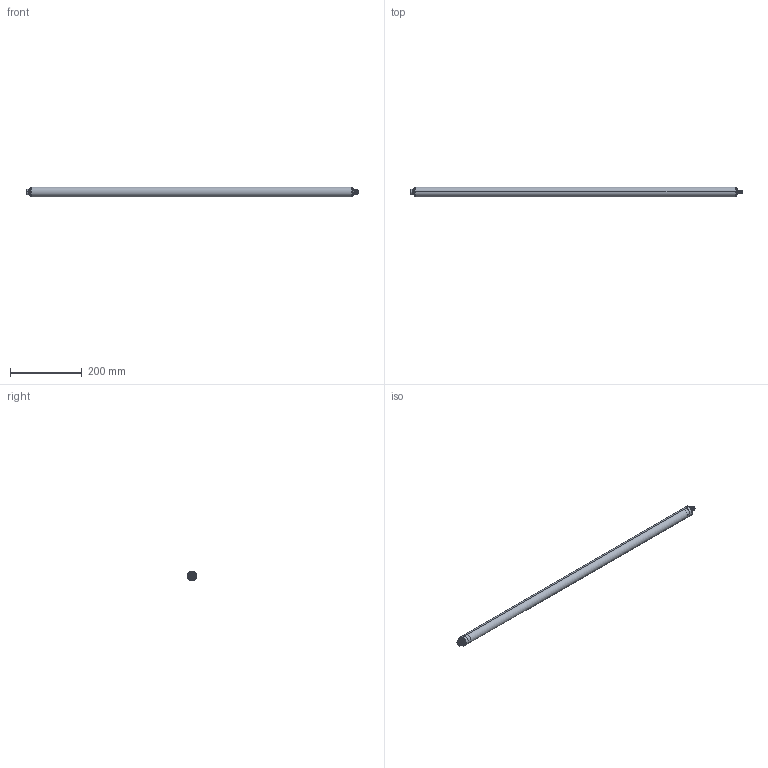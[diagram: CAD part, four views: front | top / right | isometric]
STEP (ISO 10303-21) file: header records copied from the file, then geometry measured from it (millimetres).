
FILE_DESCRIPTION((''),'2;1');
FILE_NAME('185299_ASM','2016-08-09T',('pdmadmin'),(''),'PRO/ENGINEER BY PARAMETRIC TECHNOLOGY CORPORATION, 2016010','PRO/ENGINEER BY PARAMETRIC TECHNOLOGY CORPORATION, 2016010','');
FILE_SCHEMA(('CONFIG_CONTROL_DESIGN'));
Length unit declared in the file: millimetre
Products named in the file (5): 194868_AF0; 194125; 08427; 194126; 185299_ASM
Assembly tree (4 placements, depth 2):
  185299_ASM
    194868_AF0
    194125
    08427
    194126
Bounding box: 923 x 27 x 27 mm (x, y, z)
Volume: 116180.1 mm3; surface area: 155601.5 mm2
Topology: 4 solids, 4 shells, 421 faces, 1018 edges, 635 vertices
Faces by surface type: cylinder 145, bspline 122, plane 69, torus 43, cone 40, sphere 2
Entity records: 27469 total; most frequent: CARTESIAN_POINT 18289, ORIENTED_EDGE 2036, DIRECTION 1665, EDGE_CURVE 1018, AXIS2_PLACEMENT_3D 677, VERTEX_POINT 635, EDGE_LOOP 457, FACE_OUTER_BOUND 421
